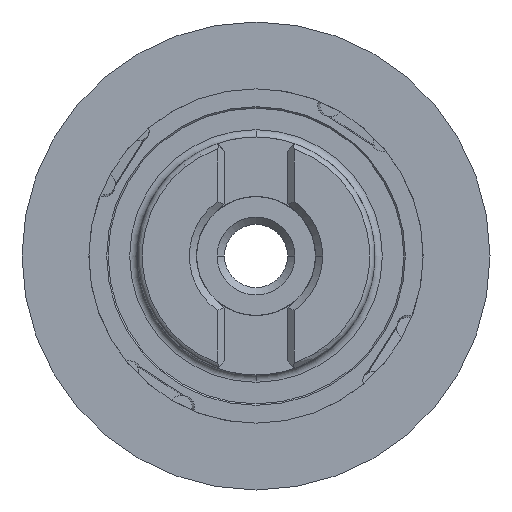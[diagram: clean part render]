
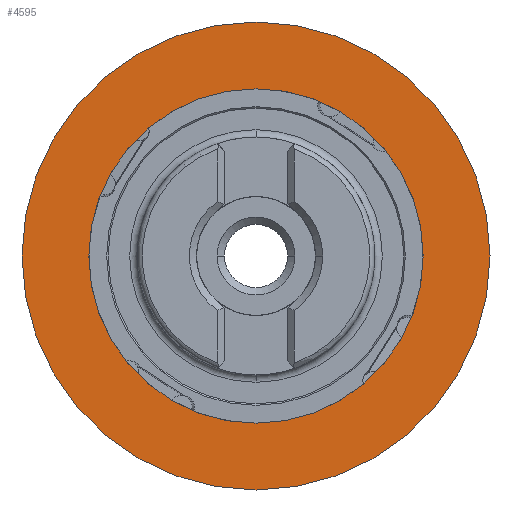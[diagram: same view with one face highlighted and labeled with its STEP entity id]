
A CAD part, left-side view. The second image highlights one B-rep face of the part: STEP entity #4595.
In plain terms, the highlighted planar face has unit normal (-1, 0, 0).
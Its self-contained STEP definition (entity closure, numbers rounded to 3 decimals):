
#42 = EDGE_CURVE ( 'NONE', #4504, #4518, #4077, .T. ) ;
#43 = EDGE_CURVE ( 'NONE', #4528, #4506, #4079, .T. ) ;
#1027 = FACE_BOUND ( 'NONE', #2313, .T. ) ;
#1040 = FACE_OUTER_BOUND ( 'NONE', #5051, .T. ) ;
#2313 = EDGE_LOOP ( 'NONE', ( #5028, #5029 ) ) ;
#2590 = DIRECTION ( 'NONE',  ( 0., 0., -1. ) ) ;
#2639 = DIRECTION ( 'NONE',  ( 1., 0., 0. ) ) ;
#2678 = CARTESIAN_POINT ( 'NONE',  ( -5.7, 0., 0. ) ) ;
#2691 = CARTESIAN_POINT ( 'NONE',  ( -5.7, 0., 0. ) ) ;
#2692 = DIRECTION ( 'NONE',  ( 0., 0., -1. ) ) ;
#2693 = DIRECTION ( 'NONE',  ( 1., 0., 0. ) ) ;
#2752 = AXIS2_PLACEMENT_3D ( 'NONE', #3257, #3176, #3198 ) ;
#2756 = AXIS2_PLACEMENT_3D ( 'NONE', #3190, #3142, #3171 ) ;
#2781 = AXIS2_PLACEMENT_3D ( 'NONE', #3896, #3897, #3881 ) ;
#3142 = DIRECTION ( 'NONE',  ( 1., 0., 0. ) ) ;
#3171 = DIRECTION ( 'NONE',  ( 0., 0., -1. ) ) ;
#3176 = DIRECTION ( 'NONE',  ( 1., 0., 0. ) ) ;
#3190 = CARTESIAN_POINT ( 'NONE',  ( -5.7, 0., 0. ) ) ;
#3198 = DIRECTION ( 'NONE',  ( 0., 0., -1. ) ) ;
#3257 = CARTESIAN_POINT ( 'NONE',  ( -5.7, 0., 0. ) ) ;
#3638 = CARTESIAN_POINT ( 'NONE',  ( -5.7, 0., 31.5 ) ) ;
#3716 = CARTESIAN_POINT ( 'NONE',  ( -5.7, 0., -22.5 ) ) ;
#3737 = CARTESIAN_POINT ( 'NONE',  ( -5.7, 0., 22.5 ) ) ;
#3776 = CARTESIAN_POINT ( 'NONE',  ( -5.7, 0., -31.5 ) ) ;
#3881 = DIRECTION ( 'NONE',  ( 0., 0., 1. ) ) ;
#3883 = PLANE ( 'NONE',  #2781 ) ;
#3896 = CARTESIAN_POINT ( 'NONE',  ( -5.7, 22.5, 0. ) ) ;
#3897 = DIRECTION ( 'NONE',  ( -1., 0., 0. ) ) ;
#4077 = CIRCLE ( 'NONE', #5072, 31.5 ) ;
#4079 = CIRCLE ( 'NONE', #5073, 22.5 ) ;
#4226 = CIRCLE ( 'NONE', #2756, 22.5 ) ;
#4230 = CIRCLE ( 'NONE', #2752, 31.5 ) ;
#4345 = EDGE_CURVE ( 'NONE', #4518, #4504, #4230, .T. ) ;
#4347 = EDGE_CURVE ( 'NONE', #4506, #4528, #4226, .T. ) ;
#4504 = VERTEX_POINT ( 'NONE', #3638 ) ;
#4506 = VERTEX_POINT ( 'NONE', #3737 ) ;
#4518 = VERTEX_POINT ( 'NONE', #3776 ) ;
#4528 = VERTEX_POINT ( 'NONE', #3716 ) ;
#4595 = ADVANCED_FACE ( 'NONE', ( #1027, #1040 ), #3883, .T. ) ;
#5028 = ORIENTED_EDGE ( 'NONE', *, *, #43, .T. ) ;
#5029 = ORIENTED_EDGE ( 'NONE', *, *, #4347, .T. ) ;
#5030 = ORIENTED_EDGE ( 'NONE', *, *, #4345, .F. ) ;
#5031 = ORIENTED_EDGE ( 'NONE', *, *, #42, .F. ) ;
#5051 = EDGE_LOOP ( 'NONE', ( #5030, #5031 ) ) ;
#5072 = AXIS2_PLACEMENT_3D ( 'NONE', #2691, #2693, #2692 ) ;
#5073 = AXIS2_PLACEMENT_3D ( 'NONE', #2678, #2639, #2590 ) ;
